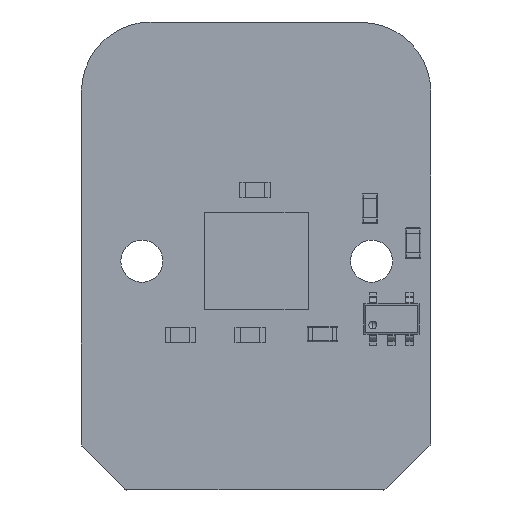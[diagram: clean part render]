
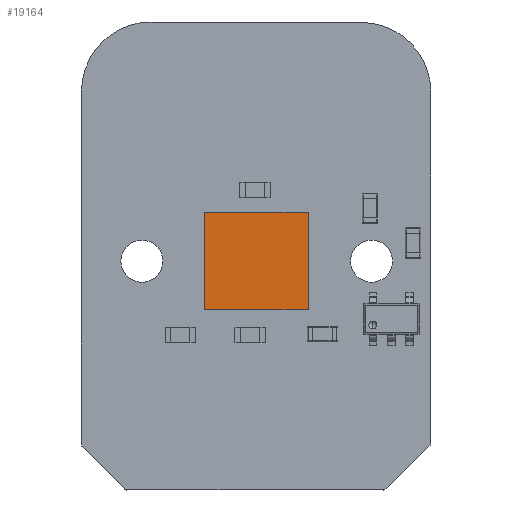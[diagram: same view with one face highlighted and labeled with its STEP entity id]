
A CAD part, top view. The second image highlights one B-rep face of the part: STEP entity #19164.
In plain terms, the highlighted planar face has unit normal (0, 0, 1).
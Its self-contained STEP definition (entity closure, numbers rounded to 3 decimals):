
#18850 = VERTEX_POINT('',#18851);
#18851 = CARTESIAN_POINT('',(-2.7,2.55,2.55));
#18858 = PLANE('',#18859);
#18859 = AXIS2_PLACEMENT_3D('',#18860,#18861,#18862);
#18860 = CARTESIAN_POINT('',(-2.7,2.55,0.));
#18861 = DIRECTION('',(1.,0.,0.));
#18862 = DIRECTION('',(0.,-1.,0.));
#18870 = PLANE('',#18871);
#18871 = AXIS2_PLACEMENT_3D('',#18872,#18873,#18874);
#18872 = CARTESIAN_POINT('',(2.7,2.55,0.));
#18873 = DIRECTION('',(0.,-1.,0.));
#18874 = DIRECTION('',(-1.,0.,0.));
#18882 = EDGE_CURVE('',#18850,#18883,#18885,.T.);
#18883 = VERTEX_POINT('',#18884);
#18884 = CARTESIAN_POINT('',(-2.7,-2.55,2.55));
#18885 = SURFACE_CURVE('',#18886,(#18890,#18897),.PCURVE_S1.);
#18886 = LINE('',#18887,#18888);
#18887 = CARTESIAN_POINT('',(-2.7,2.55,2.55));
#18888 = VECTOR('',#18889,1.);
#18889 = DIRECTION('',(0.,-1.,0.));
#18890 = PCURVE('',#18858,#18891);
#18891 = DEFINITIONAL_REPRESENTATION('',(#18892),#18896);
#18892 = LINE('',#18893,#18894);
#18893 = CARTESIAN_POINT('',(0.,-2.55));
#18894 = VECTOR('',#18895,1.);
#18895 = DIRECTION('',(1.,0.));
#18896 = ( GEOMETRIC_REPRESENTATION_CONTEXT(2) 
PARAMETRIC_REPRESENTATION_CONTEXT() REPRESENTATION_CONTEXT('2D SPACE',''
  ) );
#18897 = PCURVE('',#18898,#18903);
#18898 = PLANE('',#18899);
#18899 = AXIS2_PLACEMENT_3D('',#18900,#18901,#18902);
#18900 = CARTESIAN_POINT('',(-2.7,2.55,2.55));
#18901 = DIRECTION('',(0.,0.,-1.));
#18902 = DIRECTION('',(-1.,0.,0.));
#18903 = DEFINITIONAL_REPRESENTATION('',(#18904),#18908);
#18904 = LINE('',#18905,#18906);
#18905 = CARTESIAN_POINT('',(0.,0.));
#18906 = VECTOR('',#18907,1.);
#18907 = DIRECTION('',(0.,-1.));
#18908 = ( GEOMETRIC_REPRESENTATION_CONTEXT(2) 
PARAMETRIC_REPRESENTATION_CONTEXT() REPRESENTATION_CONTEXT('2D SPACE',''
  ) );
#18926 = PLANE('',#18927);
#18927 = AXIS2_PLACEMENT_3D('',#18928,#18929,#18930);
#18928 = CARTESIAN_POINT('',(-2.7,-2.55,0.));
#18929 = DIRECTION('',(0.,1.,0.));
#18930 = DIRECTION('',(1.,0.,0.));
#18968 = EDGE_CURVE('',#18883,#18969,#18971,.T.);
#18969 = VERTEX_POINT('',#18970);
#18970 = CARTESIAN_POINT('',(2.7,-2.55,2.55));
#18971 = SURFACE_CURVE('',#18972,(#18976,#18983),.PCURVE_S1.);
#18972 = LINE('',#18973,#18974);
#18973 = CARTESIAN_POINT('',(-2.7,-2.55,2.55));
#18974 = VECTOR('',#18975,1.);
#18975 = DIRECTION('',(1.,0.,0.));
#18976 = PCURVE('',#18926,#18977);
#18977 = DEFINITIONAL_REPRESENTATION('',(#18978),#18982);
#18978 = LINE('',#18979,#18980);
#18979 = CARTESIAN_POINT('',(0.,-2.55));
#18980 = VECTOR('',#18981,1.);
#18981 = DIRECTION('',(1.,0.));
#18982 = ( GEOMETRIC_REPRESENTATION_CONTEXT(2) 
PARAMETRIC_REPRESENTATION_CONTEXT() REPRESENTATION_CONTEXT('2D SPACE',''
  ) );
#18983 = PCURVE('',#18898,#18984);
#18984 = DEFINITIONAL_REPRESENTATION('',(#18985),#18989);
#18985 = LINE('',#18986,#18987);
#18986 = CARTESIAN_POINT('',(0.,-5.1));
#18987 = VECTOR('',#18988,1.);
#18988 = DIRECTION('',(-1.,0.));
#18989 = ( GEOMETRIC_REPRESENTATION_CONTEXT(2) 
PARAMETRIC_REPRESENTATION_CONTEXT() REPRESENTATION_CONTEXT('2D SPACE',''
  ) );
#19007 = PLANE('',#19008);
#19008 = AXIS2_PLACEMENT_3D('',#19009,#19010,#19011);
#19009 = CARTESIAN_POINT('',(2.7,-2.55,0.));
#19010 = DIRECTION('',(-1.,0.,0.));
#19011 = DIRECTION('',(0.,1.,0.));
#19044 = EDGE_CURVE('',#18969,#19045,#19047,.T.);
#19045 = VERTEX_POINT('',#19046);
#19046 = CARTESIAN_POINT('',(2.7,2.55,2.55));
#19047 = SURFACE_CURVE('',#19048,(#19052,#19059),.PCURVE_S1.);
#19048 = LINE('',#19049,#19050);
#19049 = CARTESIAN_POINT('',(2.7,-2.55,2.55));
#19050 = VECTOR('',#19051,1.);
#19051 = DIRECTION('',(0.,1.,0.));
#19052 = PCURVE('',#19007,#19053);
#19053 = DEFINITIONAL_REPRESENTATION('',(#19054),#19058);
#19054 = LINE('',#19055,#19056);
#19055 = CARTESIAN_POINT('',(0.,-2.55));
#19056 = VECTOR('',#19057,1.);
#19057 = DIRECTION('',(1.,0.));
#19058 = ( GEOMETRIC_REPRESENTATION_CONTEXT(2) 
PARAMETRIC_REPRESENTATION_CONTEXT() REPRESENTATION_CONTEXT('2D SPACE',''
  ) );
#19059 = PCURVE('',#18898,#19060);
#19060 = DEFINITIONAL_REPRESENTATION('',(#19061),#19065);
#19061 = LINE('',#19062,#19063);
#19062 = CARTESIAN_POINT('',(-5.4,-5.1));
#19063 = VECTOR('',#19064,1.);
#19064 = DIRECTION('',(0.,1.));
#19065 = ( GEOMETRIC_REPRESENTATION_CONTEXT(2) 
PARAMETRIC_REPRESENTATION_CONTEXT() REPRESENTATION_CONTEXT('2D SPACE',''
  ) );
#19115 = EDGE_CURVE('',#19045,#18850,#19116,.T.);
#19116 = SURFACE_CURVE('',#19117,(#19121,#19128),.PCURVE_S1.);
#19117 = LINE('',#19118,#19119);
#19118 = CARTESIAN_POINT('',(2.7,2.55,2.55));
#19119 = VECTOR('',#19120,1.);
#19120 = DIRECTION('',(-1.,0.,0.));
#19121 = PCURVE('',#18870,#19122);
#19122 = DEFINITIONAL_REPRESENTATION('',(#19123),#19127);
#19123 = LINE('',#19124,#19125);
#19124 = CARTESIAN_POINT('',(0.,-2.55));
#19125 = VECTOR('',#19126,1.);
#19126 = DIRECTION('',(1.,0.));
#19127 = ( GEOMETRIC_REPRESENTATION_CONTEXT(2) 
PARAMETRIC_REPRESENTATION_CONTEXT() REPRESENTATION_CONTEXT('2D SPACE',''
  ) );
#19128 = PCURVE('',#18898,#19129);
#19129 = DEFINITIONAL_REPRESENTATION('',(#19130),#19134);
#19130 = LINE('',#19131,#19132);
#19131 = CARTESIAN_POINT('',(-5.4,0.));
#19132 = VECTOR('',#19133,1.);
#19133 = DIRECTION('',(1.,0.));
#19134 = ( GEOMETRIC_REPRESENTATION_CONTEXT(2) 
PARAMETRIC_REPRESENTATION_CONTEXT() REPRESENTATION_CONTEXT('2D SPACE',''
  ) );
#19164 = ADVANCED_FACE('',(#19165),#18898,.F.);
#19165 = FACE_BOUND('',#19166,.T.);
#19166 = EDGE_LOOP('',(#19167,#19168,#19169,#19170));
#19167 = ORIENTED_EDGE('',*,*,#18882,.T.);
#19168 = ORIENTED_EDGE('',*,*,#18968,.T.);
#19169 = ORIENTED_EDGE('',*,*,#19044,.T.);
#19170 = ORIENTED_EDGE('',*,*,#19115,.T.);
